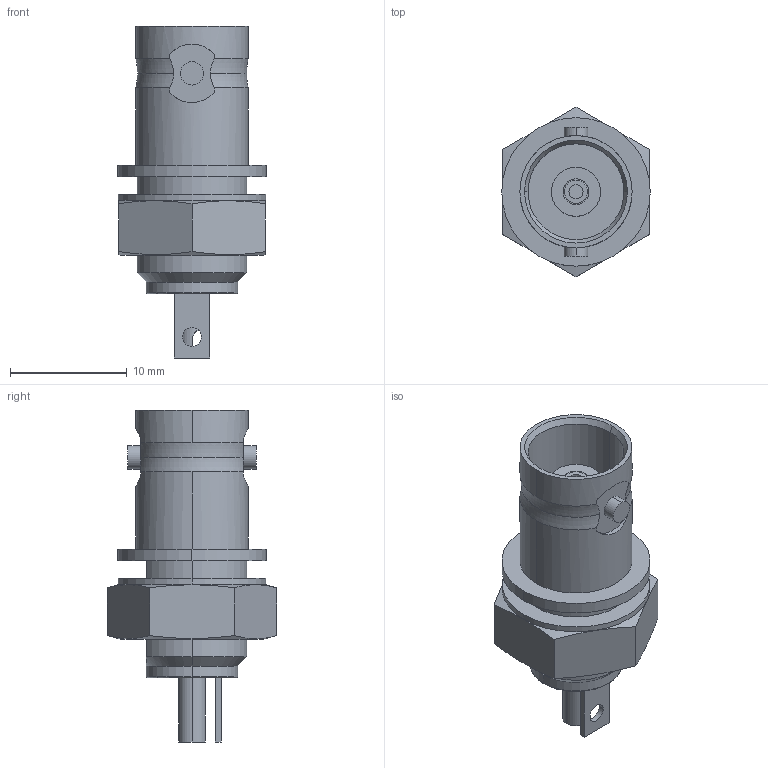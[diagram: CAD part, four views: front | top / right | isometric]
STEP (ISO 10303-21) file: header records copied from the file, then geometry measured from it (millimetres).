
FILE_DESCRIPTION (( 'STEP AP214' ), '1' );
FILE_NAME ('User Library-BNC Connector on panel BNCI-BJ.STEP', '2020-03-27T16:33:44', ( '' ), ( '' ), 'SwSTEP 2.0', 'SolidWorks 2019', '' );
FILE_SCHEMA (( 'AUTOMOTIVE_DESIGN' ));
Length unit declared in the file: millimetre
Products named in the file (4): BNC Panel BNC-7035___ _________; Gaika___ _________; User Library-BNC Connector on panel BNCI-BJ; Shaiba___ _________
Assembly tree (3 placements, depth 2):
  User Library-BNC Connector on panel BNCI-BJ
    BNC Panel BNC-7035___ _________
    Shaiba___ _________
    Gaika___ _________
Bounding box: 12.7 x 14.5 x 28.4 mm (x, y, z)
Volume: 1685.2 mm3; surface area: 1958.7 mm2
Topology: 3 solids, 3 shells, 92 faces, 216 edges, 140 vertices
Faces by surface type: cylinder 40, plane 33, torus 10, cone 9
Entity records: 3483 total; most frequent: CARTESIAN_POINT 684, DIRECTION 476, ORIENTED_EDGE 432, EDGE_CURVE 216, AXIS2_PLACEMENT_3D 198, VERTEX_POINT 140, EDGE_LOOP 108, CIRCLE 100
